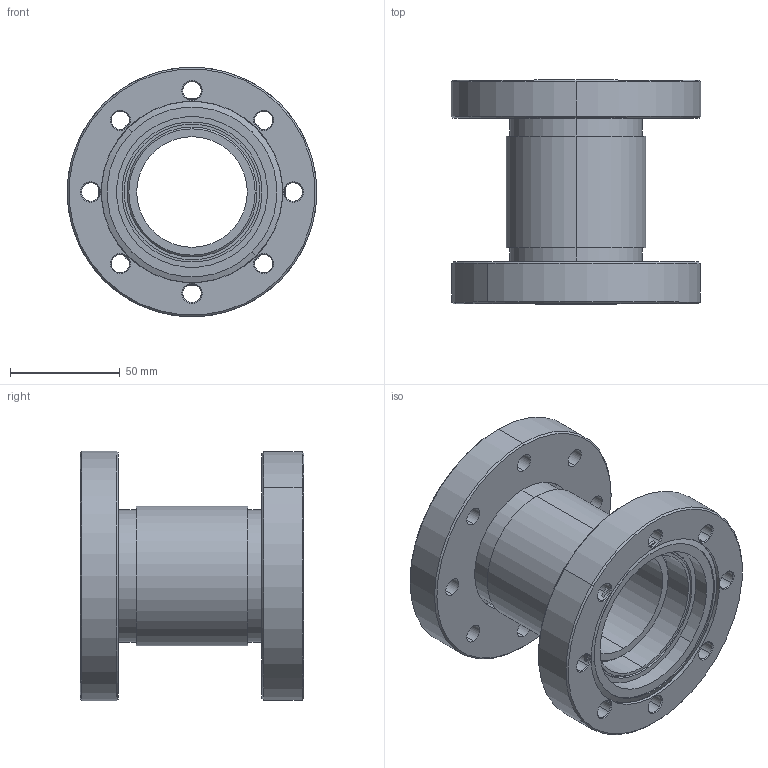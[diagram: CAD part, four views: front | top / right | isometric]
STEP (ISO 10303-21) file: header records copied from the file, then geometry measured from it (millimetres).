
FILE_DESCRIPTION (( 'STEP AP203' ), '1' );
FILE_NAME ('A1991-3-W.STEP', '2011-10-05T18:17:25', ( '' ), ( '' ), 'SwSTEP 2.0', 'SolidWorks 2011', '' );
FILE_SCHEMA (( 'CONFIG_CONTROL_DESIGN' ));
Length unit declared in the file: inch
Products named in the file (1): A1991-3-W
Bounding box: 113.54 x 101.65 x 113.54 mm (x, y, z)
Volume: 294294 mm3; surface area: 92427.2 mm2
Topology: 1 solids, 2 shells, 177 faces, 395 edges, 246 vertices
Faces by surface type: cylinder 87, cone 52, plane 38
Entity records: 5128 total; most frequent: DIRECTION 997, CARTESIAN_POINT 819, ORIENTED_EDGE 790, AXIS2_PLACEMENT_3D 424, EDGE_CURVE 395, CIRCLE 246, VERTEX_POINT 246, EDGE_LOOP 237
